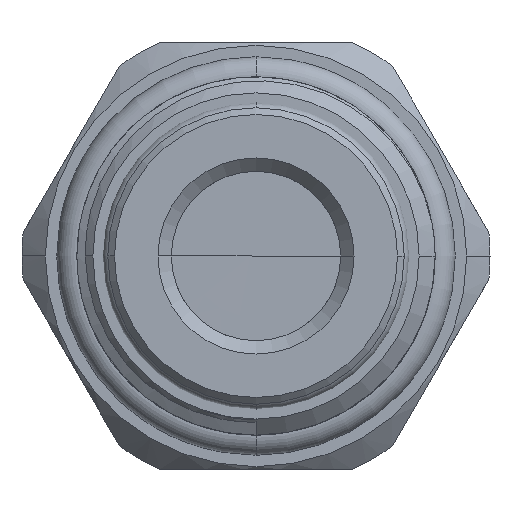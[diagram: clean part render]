
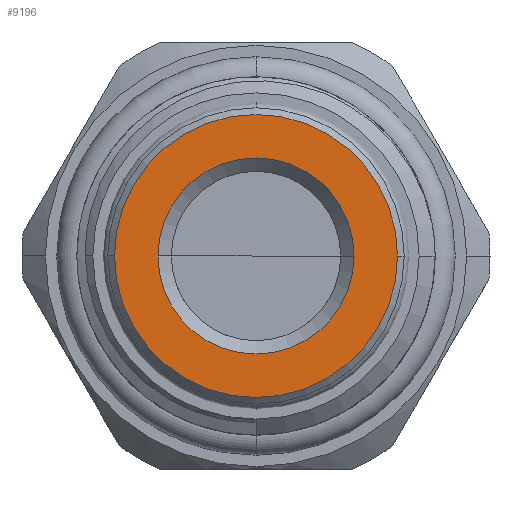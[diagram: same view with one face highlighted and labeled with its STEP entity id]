
A CAD part, left-side view. The second image highlights one B-rep face of the part: STEP entity #9196.
In plain terms, the highlighted planar face has unit normal (-1, 0, 0).
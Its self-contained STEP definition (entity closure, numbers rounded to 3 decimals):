
#113 = CIRCLE ( 'NONE', #1017, 10.615 ) ;
#775 = EDGE_CURVE ( 'NONE', #14144, #8133, #7138, .T. ) ;
#1017 = AXIS2_PLACEMENT_3D ( 'NONE', #15718, #12921, #15975 ) ;
#1671 = VERTEX_POINT ( 'NONE', #16842 ) ;
#1954 = EDGE_LOOP ( 'NONE', ( #12714, #2365 ) ) ;
#2263 = VERTEX_POINT ( 'NONE', #4753 ) ;
#2365 = ORIENTED_EDGE ( 'NONE', *, *, #14999, .F. ) ;
#2854 = AXIS2_PLACEMENT_3D ( 'NONE', #8219, #17044, #9650 ) ;
#4518 = CARTESIAN_POINT ( 'NONE',  ( -65.05, 0., -11.115 ) ) ;
#4753 = CARTESIAN_POINT ( 'NONE',  ( -65.05, 10.615, 0. ) ) ;
#4891 = FACE_OUTER_BOUND ( 'NONE', #10251, .T. ) ;
#5102 = AXIS2_PLACEMENT_3D ( 'NONE', #6423, #18582, #15631 ) ;
#6216 = AXIS2_PLACEMENT_3D ( 'NONE', #4518, #14847, #16356 ) ;
#6423 = CARTESIAN_POINT ( 'NONE',  ( -65.05, 0., 0. ) ) ;
#7138 = CIRCLE ( 'NONE', #13662, 7.35 ) ;
#7605 = EDGE_CURVE ( 'NONE', #1671, #2263, #113, .T. ) ;
#8133 = VERTEX_POINT ( 'NONE', #8168 ) ;
#8168 = CARTESIAN_POINT ( 'NONE',  ( -65.05, -7.35, 0. ) ) ;
#8219 = CARTESIAN_POINT ( 'NONE',  ( -65.05, 0., 0. ) ) ;
#8353 = CARTESIAN_POINT ( 'NONE',  ( -65.05, 7.35, 0. ) ) ;
#8805 = ORIENTED_EDGE ( 'NONE', *, *, #9249, .T. ) ;
#9105 = CIRCLE ( 'NONE', #2854, 7.35 ) ;
#9196 = ADVANCED_FACE ( 'NONE', ( #4891, #13014 ), #16478, .F. ) ;
#9249 = EDGE_CURVE ( 'NONE', #2263, #1671, #18103, .T. ) ;
#9650 = DIRECTION ( 'NONE',  ( 0., 1., 0. ) ) ;
#10013 = DIRECTION ( 'NONE',  ( 0., 1., 0. ) ) ;
#10251 = EDGE_LOOP ( 'NONE', ( #11959, #8805 ) ) ;
#11959 = ORIENTED_EDGE ( 'NONE', *, *, #7605, .T. ) ;
#12696 = CARTESIAN_POINT ( 'NONE',  ( -65.05, 0., 0. ) ) ;
#12714 = ORIENTED_EDGE ( 'NONE', *, *, #775, .F. ) ;
#12921 = DIRECTION ( 'NONE',  ( -1., 0., 0. ) ) ;
#13014 = FACE_BOUND ( 'NONE', #1954, .T. ) ;
#13662 = AXIS2_PLACEMENT_3D ( 'NONE', #12696, #18873, #10013 ) ;
#14144 = VERTEX_POINT ( 'NONE', #8353 ) ;
#14847 = DIRECTION ( 'NONE',  ( 1., 0., 0. ) ) ;
#14999 = EDGE_CURVE ( 'NONE', #8133, #14144, #9105, .T. ) ;
#15631 = DIRECTION ( 'NONE',  ( 0., -1., 0. ) ) ;
#15718 = CARTESIAN_POINT ( 'NONE',  ( -65.05, 0., 0. ) ) ;
#15975 = DIRECTION ( 'NONE',  ( 0., -1., 0. ) ) ;
#16356 = DIRECTION ( 'NONE',  ( 0., -1., 0. ) ) ;
#16478 = PLANE ( 'NONE',  #6216 ) ;
#16842 = CARTESIAN_POINT ( 'NONE',  ( -65.05, -10.615, 0. ) ) ;
#17044 = DIRECTION ( 'NONE',  ( -1., 0., 0. ) ) ;
#18103 = CIRCLE ( 'NONE', #5102, 10.615 ) ;
#18582 = DIRECTION ( 'NONE',  ( -1., 0., 0. ) ) ;
#18873 = DIRECTION ( 'NONE',  ( -1., 0., 0. ) ) ;
